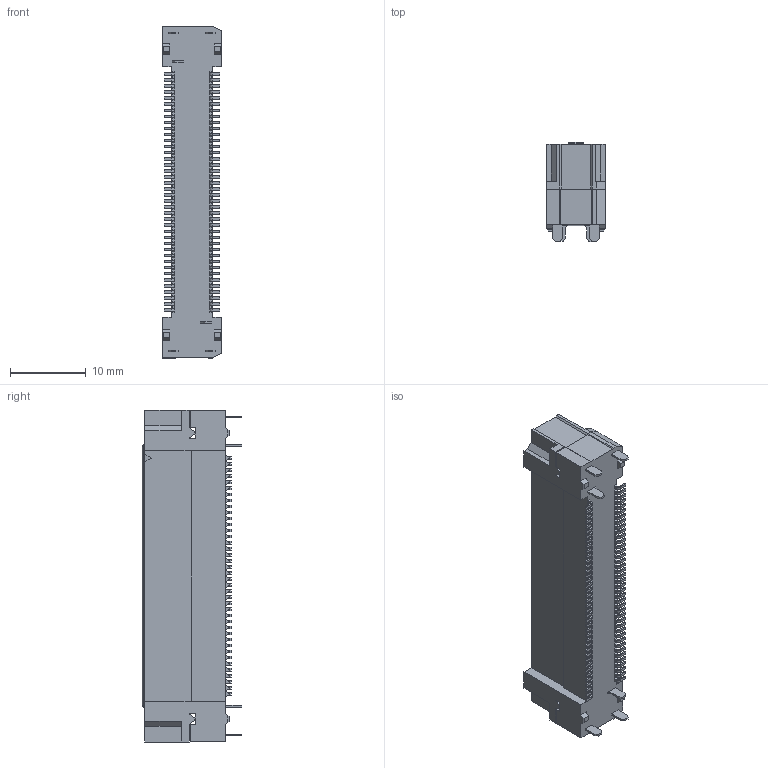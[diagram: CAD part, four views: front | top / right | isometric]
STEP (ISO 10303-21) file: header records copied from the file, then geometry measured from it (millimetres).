
FILE_DESCRIPTION(('CoCreate Modeling STEP Export'),'2;1');
FILE_NAME('FX18-80S-0.8SV15.stp','2011-12-09T14:54:35',(''),(''),'CoCreate Modeling STEP processor for AP214 (Solid Model)','CoCreate Modeling 17.0 01-Apr-2010 (C) Parametric Technology GmbH','');
FILE_SCHEMA(('AUTOMOTIVE_DESIGN { 1 0 10303 214 1 1 1 1 }'));
Length unit declared in the file: millimetre
Products named in the file (1): FX18-80S-0.8SV15
Bounding box: 7.8 x 13.1 x 43.9 mm (x, y, z)
Volume: 2367 mm3; surface area: 2680 mm2
Topology: 1 solids, 1 shells, 1245 faces, 3439 edges, 2284 vertices
Faces by surface type: plane 1073, cylinder 168, sphere 4
Entity records: 39073 total; most frequent: CARTESIAN_POINT 6954, ORIENTED_EDGE 6870, DIRECTION 6246, EDGE_CURVE 3435, VECTOR 3094, LINE 3094, VERTEX_POINT 2284, AXIS2_PLACEMENT_3D 1576
